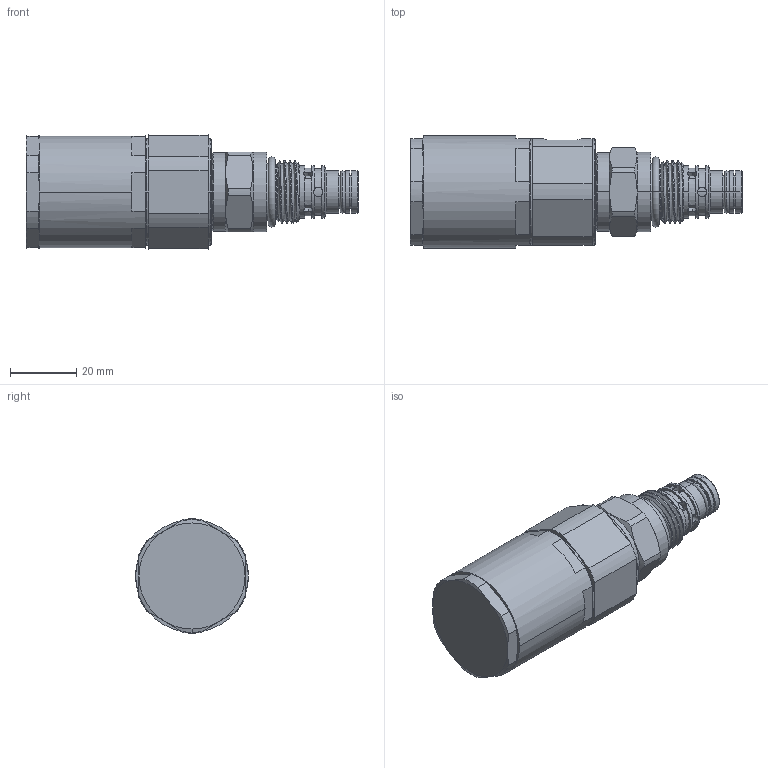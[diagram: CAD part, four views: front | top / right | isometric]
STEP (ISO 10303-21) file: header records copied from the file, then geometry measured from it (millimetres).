
FILE_DESCRIPTION (( 'STEP AP214' ), '1' );
FILE_NAME ('AP08W21.STEP', '2016-04-08T03:45:01', ( '' ), ( '' ), 'SwSTEP 2.0', 'SolidWorks 2012', '' );
FILE_SCHEMA (( 'AUTOMOTIVE_DESIGN' ));
Length unit declared in the file: millimetre
Products named in the file (1): AP08W21
Bounding box: 100.15 x 34 x 34.46 mm (x, y, z)
Volume: 61859.4 mm3; surface area: 12405.4 mm2
Topology: 3 solids, 3 shells, 249 faces, 649 edges, 414 vertices
Faces by surface type: cylinder 113, plane 73, cone 39, bspline 16, torus 8
Entity records: 13571 total; most frequent: CARTESIAN_POINT 7744, ORIENTED_EDGE 1298, DIRECTION 1103, EDGE_CURVE 649, AXIS2_PLACEMENT_3D 442, VERTEX_POINT 414, EDGE_LOOP 261, FACE_OUTER_BOUND 249
